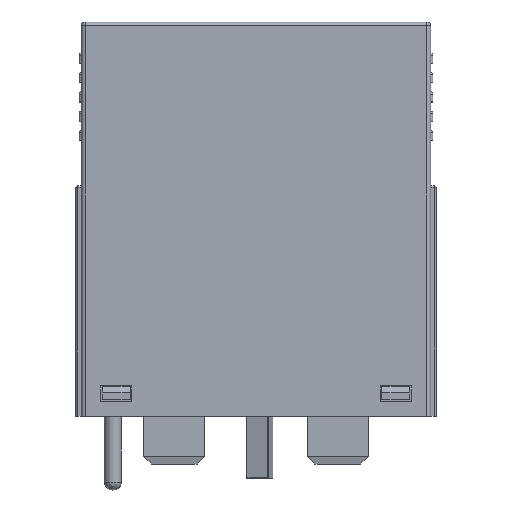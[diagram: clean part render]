
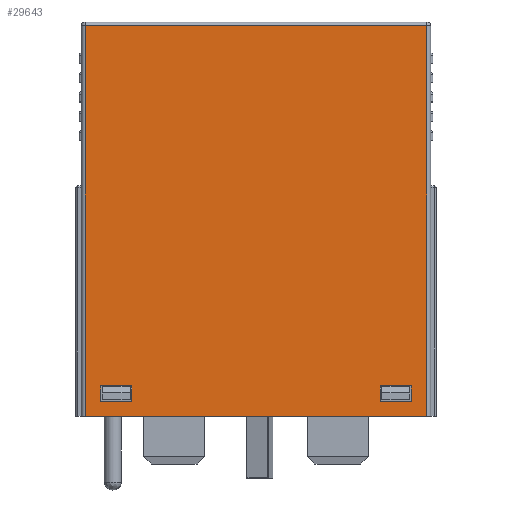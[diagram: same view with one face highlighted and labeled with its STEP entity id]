
A CAD part, top view. The second image highlights one B-rep face of the part: STEP entity #29643.
In plain terms, the highlighted face is planar.
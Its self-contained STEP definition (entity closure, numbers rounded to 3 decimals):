
#24761=DIRECTION('',(-1.,0.,0.));
#24762=VECTOR('',#24761,44.);
#24763=CARTESIAN_POINT('',(22.,-8.8,0.));
#24764=LINE('',#24763,#24762);
#24951=DIRECTION('',(0.,0.,-1.));
#24952=VECTOR('',#24951,2.);
#24953=CARTESIAN_POINT('',(-20.,-8.8,3.9));
#24954=LINE('',#24953,#24952);
#24979=DIRECTION('',(1.,0.,0.));
#24980=VECTOR('',#24979,4.);
#24981=CARTESIAN_POINT('',(-20.,-8.8,1.9));
#24982=LINE('',#24981,#24980);
#25007=DIRECTION('',(0.,0.,1.));
#25008=VECTOR('',#25007,2.);
#25009=CARTESIAN_POINT('',(-16.,-8.8,1.9));
#25010=LINE('',#25009,#25008);
#25035=DIRECTION('',(-1.,0.,0.));
#25036=VECTOR('',#25035,4.);
#25037=CARTESIAN_POINT('',(-16.,-8.8,3.9));
#25038=LINE('',#25037,#25036);
#25163=DIRECTION('',(0.,0.,-1.));
#25164=VECTOR('',#25163,2.);
#25165=CARTESIAN_POINT('',(16.,-8.8,3.9));
#25166=LINE('',#25165,#25164);
#25191=DIRECTION('',(1.,0.,0.));
#25192=VECTOR('',#25191,4.);
#25193=CARTESIAN_POINT('',(16.,-8.8,1.9));
#25194=LINE('',#25193,#25192);
#25219=DIRECTION('',(0.,0.,1.));
#25220=VECTOR('',#25219,2.);
#25221=CARTESIAN_POINT('',(20.,-8.8,1.9));
#25222=LINE('',#25221,#25220);
#25247=DIRECTION('',(-1.,0.,0.));
#25248=VECTOR('',#25247,4.);
#25249=CARTESIAN_POINT('',(20.,-8.8,3.9));
#25250=LINE('',#25249,#25248);
#25261=DIRECTION('',(-1.,0.,0.));
#25262=VECTOR('',#25261,44.);
#25263=CARTESIAN_POINT('',(22.,-8.8,50.3));
#25264=LINE('',#25263,#25262);
#25283=DIRECTION('',(0.,0.,-1.));
#25284=VECTOR('',#25283,50.3);
#25285=CARTESIAN_POINT('',(-22.,-8.8,50.3));
#25286=LINE('',#25285,#25284);
#26751=DIRECTION('',(0.,0.,1.));
#26752=VECTOR('',#26751,50.3);
#26753=CARTESIAN_POINT('',(22.,-8.8,0.));
#26754=LINE('',#26753,#26752);
#28693=CARTESIAN_POINT('',(-20.,-8.8,3.9));
#28694=CARTESIAN_POINT('',(-20.,-8.8,1.9));
#28695=VERTEX_POINT('',#28693);
#28696=VERTEX_POINT('',#28694);
#28699=CARTESIAN_POINT('',(-16.,-8.8,1.9));
#28700=VERTEX_POINT('',#28699);
#28703=CARTESIAN_POINT('',(-16.,-8.8,3.9));
#28704=VERTEX_POINT('',#28703);
#28709=CARTESIAN_POINT('',(16.,-8.8,3.9));
#28710=CARTESIAN_POINT('',(16.,-8.8,1.9));
#28711=VERTEX_POINT('',#28709);
#28712=VERTEX_POINT('',#28710);
#28715=CARTESIAN_POINT('',(20.,-8.8,1.9));
#28716=VERTEX_POINT('',#28715);
#28719=CARTESIAN_POINT('',(20.,-8.8,3.9));
#28720=VERTEX_POINT('',#28719);
#28729=CARTESIAN_POINT('',(-22.,-8.8,0.));
#28731=VERTEX_POINT('',#28729);
#28734=CARTESIAN_POINT('',(22.,-8.8,0.));
#28736=VERTEX_POINT('',#28734);
#28773=CARTESIAN_POINT('',(22.,-8.8,50.3));
#28774=CARTESIAN_POINT('',(-22.,-8.8,50.3));
#28775=VERTEX_POINT('',#28773);
#28776=VERTEX_POINT('',#28774);
#29617=CARTESIAN_POINT('',(-22.5,-8.8,55.));
#29618=DIRECTION('',(0.,1.,0.));
#29619=DIRECTION('',(0.,0.,-1.));
#29620=AXIS2_PLACEMENT_3D('',#29617,#29618,#29619);
#29621=PLANE('',#29620);
#29623=ORIENTED_EDGE('',*,*,#29622,.F.);
#29625=ORIENTED_EDGE('',*,*,#29624,.F.);
#29627=ORIENTED_EDGE('',*,*,#29626,.F.);
#29628=ORIENTED_EDGE('',*,*,#29230,.T.);
#29629=EDGE_LOOP('',(#29623,#29625,#29627,#29628));
#29630=FACE_OUTER_BOUND('',#29629,.F.);
#29631=ORIENTED_EDGE('',*,*,#29524,.T.);
#29632=ORIENTED_EDGE('',*,*,#29553,.T.);
#29633=ORIENTED_EDGE('',*,*,#29581,.T.);
#29634=ORIENTED_EDGE('',*,*,#29608,.T.);
#29635=EDGE_LOOP('',(#29631,#29632,#29633,#29634));
#29636=FACE_BOUND('',#29635,.F.);
#29637=ORIENTED_EDGE('',*,*,#29358,.T.);
#29638=ORIENTED_EDGE('',*,*,#29388,.T.);
#29639=ORIENTED_EDGE('',*,*,#29417,.T.);
#29640=ORIENTED_EDGE('',*,*,#29445,.T.);
#29641=EDGE_LOOP('',(#29637,#29638,#29639,#29640));
#29642=FACE_BOUND('',#29641,.F.);
#29230=EDGE_CURVE('',#28736,#28731,#24764,.T.);
#29358=EDGE_CURVE('',#28695,#28696,#24954,.T.);
#29388=EDGE_CURVE('',#28696,#28700,#24982,.T.);
#29417=EDGE_CURVE('',#28700,#28704,#25010,.T.);
#29445=EDGE_CURVE('',#28704,#28695,#25038,.T.);
#29524=EDGE_CURVE('',#28711,#28712,#25166,.T.);
#29553=EDGE_CURVE('',#28712,#28716,#25194,.T.);
#29581=EDGE_CURVE('',#28716,#28720,#25222,.T.);
#29608=EDGE_CURVE('',#28720,#28711,#25250,.T.);
#29622=EDGE_CURVE('',#28776,#28731,#25286,.T.);
#29624=EDGE_CURVE('',#28775,#28776,#25264,.T.);
#29626=EDGE_CURVE('',#28736,#28775,#26754,.T.);
#29643=ADVANCED_FACE('',(#29630,#29636,#29642),#29621,.F.);
